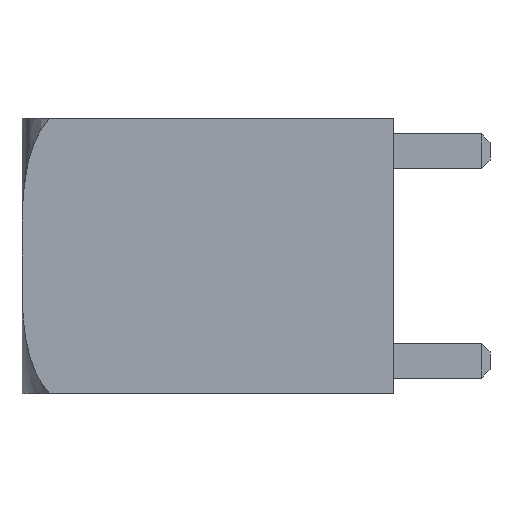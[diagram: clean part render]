
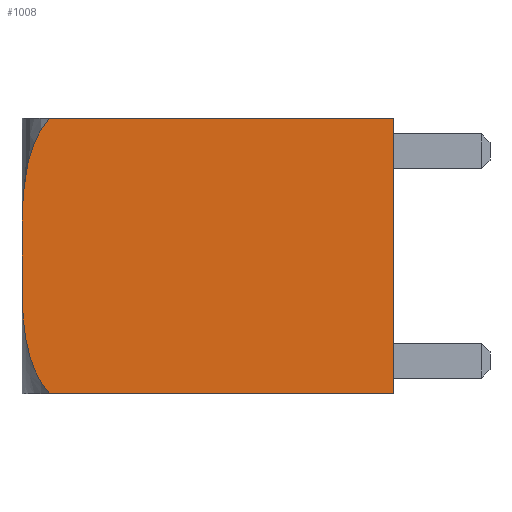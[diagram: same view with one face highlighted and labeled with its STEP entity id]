
A CAD part, left-side view. The second image highlights one B-rep face of the part: STEP entity #1008.
In plain terms, the highlighted planar face has unit normal (-1, 0, 0).
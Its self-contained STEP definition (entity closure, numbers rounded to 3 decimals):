
#41 = CARTESIAN_POINT ( 'NONE',  ( -5., 12.769, -4.659 ) ) ;
#126 = EDGE_CURVE ( 'NONE', #3738, #2233, #981, .T. ) ;
#340 = DIRECTION ( 'NONE',  ( 0., -1., 0. ) ) ;
#496 = CARTESIAN_POINT ( 'NONE',  ( -5., 12.645, -4.837 ) ) ;
#613 = CARTESIAN_POINT ( 'NONE',  ( -5., 13.5, -0.436 ) ) ;
#648 = CARTESIAN_POINT ( 'NONE',  ( -5., 12.5, 5. ) ) ;
#981 = B_SPLINE_CURVE_WITH_KNOTS ( 'NONE', 3,
 ( #5261, #1539, #3053, #4377, #5761, #3920, #5318, #5293, #1046, #4441, #1077, #648 ),
 .UNSPECIFIED., .F., .F.,
 ( 4, 2, 2, 2, 2, 4 ),
 ( 0., 0.001, 0.003, 0.004, 0.005, 0.005 ),
 .UNSPECIFIED. ) ;
#1008 = ADVANCED_FACE ( 'NONE', ( #2081 ), #1621, .F. ) ;
#1026 = DIRECTION ( 'NONE',  ( 0., 0., 1. ) ) ;
#1046 = CARTESIAN_POINT ( 'NONE',  ( -5., 12.983, 4.279 ) ) ;
#1052 = ORIENTED_EDGE ( 'NONE', *, *, #2214, .T. ) ;
#1075 = CARTESIAN_POINT ( 'NONE',  ( -5., 13.502, -0.868 ) ) ;
#1077 = CARTESIAN_POINT ( 'NONE',  ( -5., 12.645, 4.837 ) ) ;
#1083 = EDGE_LOOP ( 'NONE', ( #1391, #1680, #2943, #1052, #4920 ) ) ;
#1208 = CARTESIAN_POINT ( 'NONE',  ( -5., 12.5, 5. ) ) ;
#1312 = DIRECTION ( 'NONE',  ( 0., -1., 0. ) ) ;
#1391 = ORIENTED_EDGE ( 'NONE', *, *, #126, .F. ) ;
#1539 = CARTESIAN_POINT ( 'NONE',  ( -5., 13.5, 0.435 ) ) ;
#1621 = PLANE ( 'NONE',  #5065 ) ;
#1680 = ORIENTED_EDGE ( 'NONE', *, *, #5550, .F. ) ;
#1896 = CARTESIAN_POINT ( 'NONE',  ( -5., 12.983, -4.278 ) ) ;
#1933 = CARTESIAN_POINT ( 'NONE',  ( -5., 0., -5. ) ) ;
#1960 = CARTESIAN_POINT ( 'NONE',  ( -5., 12.5, -5. ) ) ;
#1994 = CARTESIAN_POINT ( 'NONE',  ( -5., 13.072, -4.077 ) ) ;
#2081 = FACE_OUTER_BOUND ( 'NONE', #1083, .T. ) ;
#2114 = DIRECTION ( 'NONE',  ( 0., 0., -1. ) ) ;
#2202 = CARTESIAN_POINT ( 'NONE',  ( -5., 13.5, 5. ) ) ;
#2214 = EDGE_CURVE ( 'NONE', #2562, #3044, #5683, .T. ) ;
#2233 = VERTEX_POINT ( 'NONE', #1208 ) ;
#2399 = CARTESIAN_POINT ( 'NONE',  ( -5., 13.373, -3.034 ) ) ;
#2562 = VERTEX_POINT ( 'NONE', #1933 ) ;
#2713 = B_SPLINE_CURVE_WITH_KNOTS ( 'NONE', 3,
 ( #4681, #496, #41, #1896, #1994, #5290, #2399, #4375, #5730, #1075, #613, #5788 ),
 .UNSPECIFIED., .F., .F.,
 ( 4, 2, 2, 2, 2, 4 ),
 ( 0.023, 0.024, 0.024, 0.026, 0.027, 0.028 ),
 .UNSPECIFIED. ) ;
#2805 = EDGE_CURVE ( 'NONE', #2233, #3044, #4501, .T. ) ;
#2943 = ORIENTED_EDGE ( 'NONE', *, *, #4417, .T. ) ;
#3041 = VECTOR ( 'NONE', #340, 1000. ) ;
#3044 = VERTEX_POINT ( 'NONE', #4736 ) ;
#3053 = CARTESIAN_POINT ( 'NONE',  ( -5., 13.502, 0.869 ) ) ;
#3121 = VERTEX_POINT ( 'NONE', #1960 ) ;
#3315 = VECTOR ( 'NONE', #1312, 1000. ) ;
#3372 = CARTESIAN_POINT ( 'NONE',  ( -5., 0., 5. ) ) ;
#3578 = CARTESIAN_POINT ( 'NONE',  ( -5., 13.5, 5. ) ) ;
#3593 = CARTESIAN_POINT ( 'NONE',  ( -5., 13.5, -5. ) ) ;
#3738 = VERTEX_POINT ( 'NONE', #5716 ) ;
#3920 = CARTESIAN_POINT ( 'NONE',  ( -5., 13.372, 3.038 ) ) ;
#4375 = CARTESIAN_POINT ( 'NONE',  ( -5., 13.472, -2.17 ) ) ;
#4377 = CARTESIAN_POINT ( 'NONE',  ( -5., 13.488, 1.738 ) ) ;
#4417 = EDGE_CURVE ( 'NONE', #3121, #2562, #5524, .T. ) ;
#4437 = DIRECTION ( 'NONE',  ( 1., 0., 0. ) ) ;
#4441 = CARTESIAN_POINT ( 'NONE',  ( -5., 12.771, 4.657 ) ) ;
#4501 = LINE ( 'NONE', #3578, #3041 ) ;
#4681 = CARTESIAN_POINT ( 'NONE',  ( -5., 12.5, -5. ) ) ;
#4736 = CARTESIAN_POINT ( 'NONE',  ( -5., 0., 5. ) ) ;
#4920 = ORIENTED_EDGE ( 'NONE', *, *, #2805, .F. ) ;
#5065 = AXIS2_PLACEMENT_3D ( 'NONE', #2202, #4437, #2114 ) ;
#5201 = VECTOR ( 'NONE', #1026, 1000. ) ;
#5261 = CARTESIAN_POINT ( 'NONE',  ( -5., 13.5, 0. ) ) ;
#5290 = CARTESIAN_POINT ( 'NONE',  ( -5., 13.289, -3.465 ) ) ;
#5293 = CARTESIAN_POINT ( 'NONE',  ( -5., 13.071, 4.079 ) ) ;
#5318 = CARTESIAN_POINT ( 'NONE',  ( -5., 13.29, 3.463 ) ) ;
#5524 = LINE ( 'NONE', #3593, #3315 ) ;
#5550 = EDGE_CURVE ( 'NONE', #3121, #3738, #2713, .T. ) ;
#5683 = LINE ( 'NONE', #3372, #5201 ) ;
#5716 = CARTESIAN_POINT ( 'NONE',  ( -5., 13.5, 0. ) ) ;
#5730 = CARTESIAN_POINT ( 'NONE',  ( -5., 13.488, -1.736 ) ) ;
#5761 = CARTESIAN_POINT ( 'NONE',  ( -5., 13.472, 2.173 ) ) ;
#5788 = CARTESIAN_POINT ( 'NONE',  ( -5., 13.5, 0. ) ) ;
